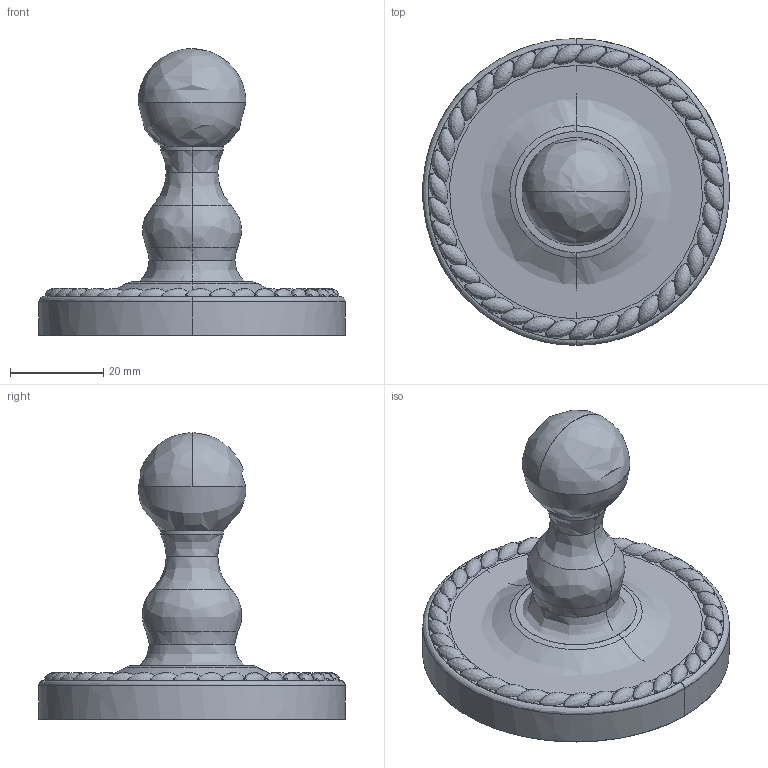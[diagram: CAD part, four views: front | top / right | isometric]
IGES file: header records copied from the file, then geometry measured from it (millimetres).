
Start section:  PTC IGES file: 1510.igs
Global section: file name: 1510.igs; native system: Pro/ENGINEER by Parametric Technology Corporation; preprocessor: 2009300; author: project; organization: Unknown; date: 20110111.162705; units: inch
Bounding box: 65.72 x 65.79 x 61.47 mm (x, y, z)
Surface area: 15289.4 mm2 (no closed solid volume)
Topology: 0 solids, 0 shells, 140 faces, 679 edges, 600 vertices
Faces by surface type: bspline 140
